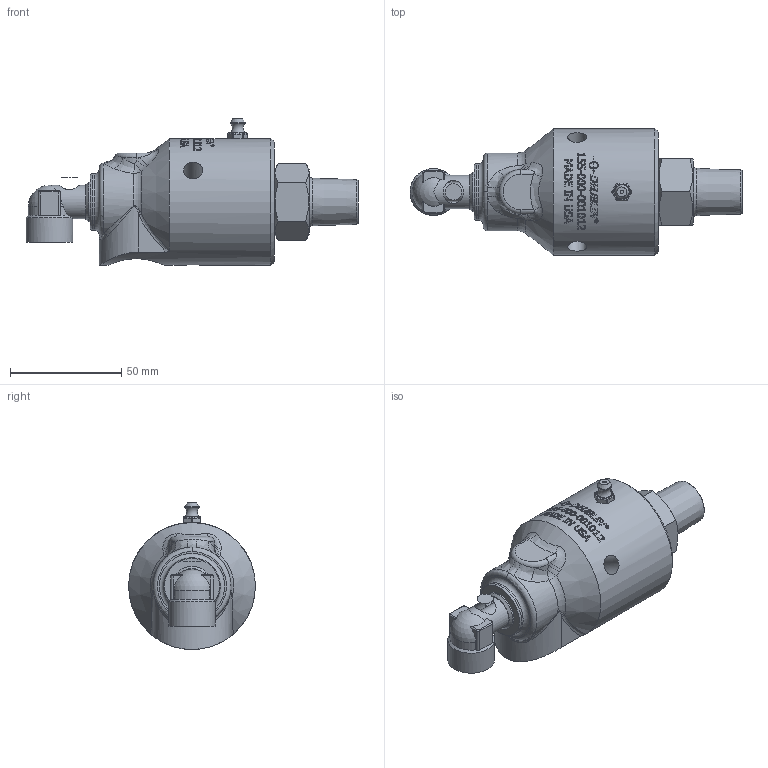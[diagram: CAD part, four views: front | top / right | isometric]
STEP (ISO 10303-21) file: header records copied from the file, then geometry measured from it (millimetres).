
FILE_DESCRIPTION(/* description */ (''),/* implementation_level */ '2;1');
FILE_NAME(/* name */ '155-000-001012-IC.stp',/* time_stamp */ '2020-05-19T14:26:24-05:00',/* author */ ('Moorera'),/* organization */ (''),/* preprocessor_version */ 'ST-DEVELOPER v18.1',/* originating_system */ 'Autodesk Inventor 2020',/* authorisation */ '');
FILE_SCHEMA (('AUTOMOTIVE_DESIGN { 1 0 10303 214 3 1 1 }'));
Length unit declared in the file: millimetre
Products named in the file (1): 155-000-001012-IC
Bounding box: 149.17 x 57 x 65.97 mm (x, y, z)
Volume: 179870.8 mm3; surface area: 30177.2 mm2
Topology: 1 solids, 1 shells, 684 faces, 1785 edges, 1157 vertices
Faces by surface type: plane 305, bspline 223, cylinder 114, cone 20, torus 11, sphere 11
Full cylindrical faces by diameter (mm): 1.5 x1, 5.359 x1, 8.6 x4, 12.7 x1, 13.889 x1, 15 x1, 17.475 x1, 21 x1, 25.4 x2, 27.9 x1, 47 x1, 57 x1
Entity records: 29730 total; most frequent: CARTESIAN_POINT 13379, ORIENTED_EDGE 3552, DIRECTION 2770, EDGE_CURVE 1776, VERTEX_POINT 1157, AXIS2_PLACEMENT_3D 1033, EDGE_LOOP 749, LINE 704
